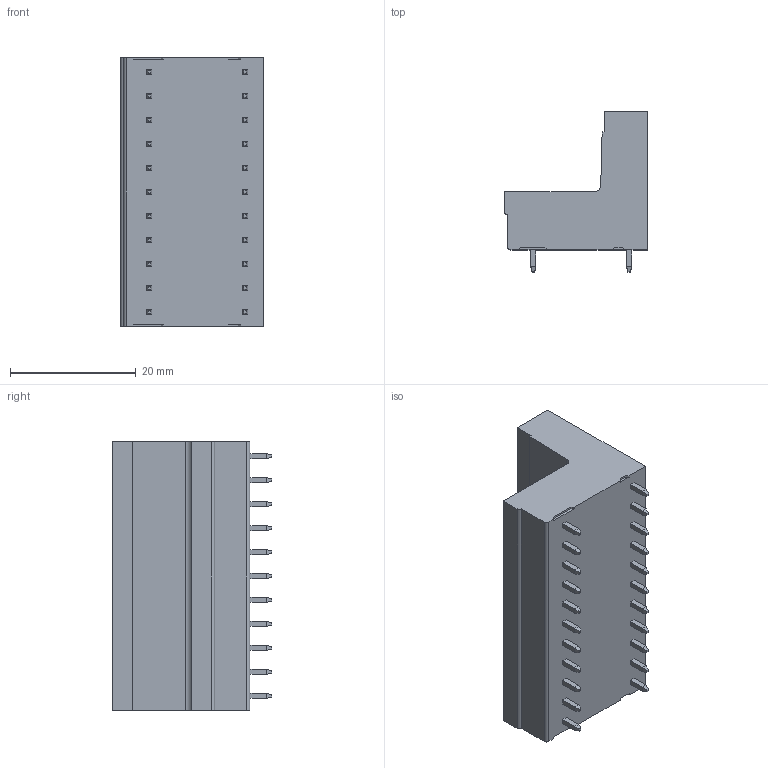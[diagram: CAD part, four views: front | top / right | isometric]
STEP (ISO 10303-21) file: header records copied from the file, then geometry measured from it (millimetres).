
FILE_DESCRIPTION((''),'2;1');
FILE_NAME('TLPHDC-105V-1','2024-09-19T09:45:13',('sheji109'),(''),'CREO PARAMETRIC BY PTC INC, 2018100','CREO PARAMETRIC BY PTC INC, 2018100','');
FILE_SCHEMA(('CONFIG_CONTROL_DESIGN'));
Length unit declared in the file: millimetre
Products named in the file (1): TLPHDC-105V-1
Bounding box: 22.7 x 25.4 x 42.7 mm (x, y, z)
Volume: 9969.2 mm3; surface area: 10336.7 mm2
Topology: 1 solids, 11 shells, 1490 faces, 3845 edges, 2455 vertices
Faces by surface type: plane 1355, cylinder 102, cone 22, sphere 11
Entity records: 44468 total; most frequent: CARTESIAN_POINT 8189, ORIENTED_EDGE 7668, DIRECTION 7012, EDGE_CURVE 3834, VECTOR 3444, LINE 3444, VERTEX_POINT 2455, AXIS2_PLACEMENT_3D 1784
